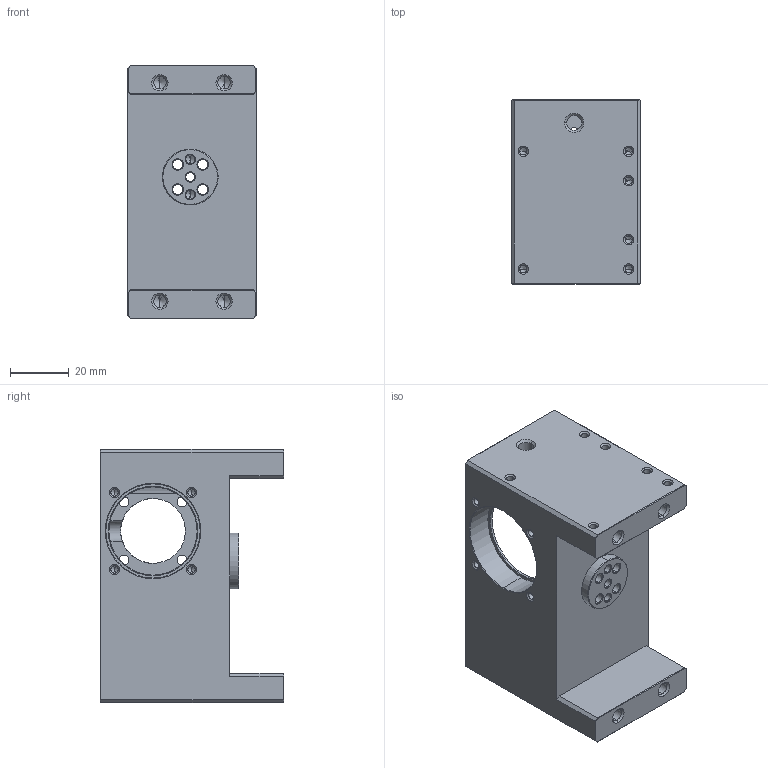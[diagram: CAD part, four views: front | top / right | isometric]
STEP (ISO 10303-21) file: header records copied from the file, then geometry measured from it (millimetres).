
FILE_DESCRIPTION (( 'STEP AP214' ), '1' );
FILE_NAME ('Main Body.STEP', '2023-07-06T05:14:05', ( '' ), ( '' ), 'SwSTEP 2.0', 'SolidWorks 2021', '' );
FILE_SCHEMA (( 'AUTOMOTIVE_DESIGN' ));
Length unit declared in the file: millimetre
Products named in the file (1): Main Body
Bounding box: 43.8 x 62.5 x 86.2 mm (x, y, z)
Volume: 106763.7 mm3; surface area: 32242.8 mm2
Topology: 1 solids, 1 shells, 322 faces, 760 edges, 418 vertices
Faces by surface type: cone 157, cylinder 103, plane 62
Entity records: 9844 total; most frequent: DIRECTION 1660, CARTESIAN_POINT 1530, ORIENTED_EDGE 1416, EDGE_CURVE 708, AXIS2_PLACEMENT_3D 634, VERTEX_POINT 418, VECTOR 392, LINE 392
